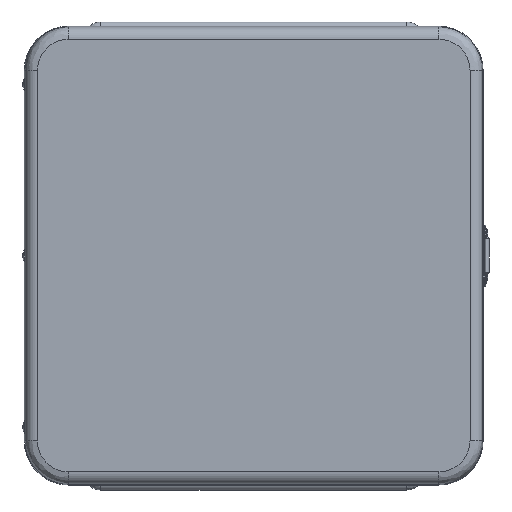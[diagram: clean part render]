
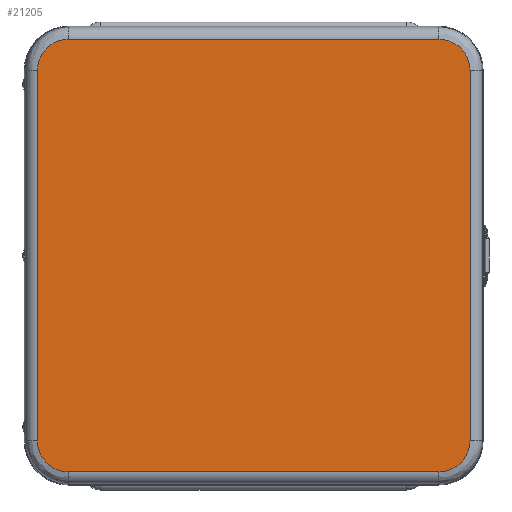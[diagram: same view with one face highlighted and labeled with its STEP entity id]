
A CAD part, top view. The second image highlights one B-rep face of the part: STEP entity #21205.
In plain terms, the highlighted planar face has unit normal (0, 0, 1).
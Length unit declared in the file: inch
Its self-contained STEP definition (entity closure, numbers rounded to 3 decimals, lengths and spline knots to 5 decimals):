
#17 = CARTESIAN_POINT ( 'NONE',  ( -1.88953, 4.41989, 0.2033 ) ) ;
#759 = CARTESIAN_POINT ( 'NONE',  ( 3.78272, -4.41989, 0.2033 ) ) ;
#1512 = VECTOR ( 'NONE', #3379, 39.37008 ) ;
#3379 = DIRECTION ( 'NONE',  ( 1., 0., 0. ) ) ;
#4155 = CARTESIAN_POINT ( 'NONE',  ( -4.15424, 4.41989, 0.2033 ) ) ;
#5299 = VERTEX_POINT ( 'NONE', #34187 ) ;
#6710 = EDGE_CURVE ( 'NONE', #27443, #23395, #40896, .T. ) ;
#7551 = DIRECTION ( 'NONE',  ( 0., -1., 0. ) ) ;
#8069 = CARTESIAN_POINT ( 'NONE',  ( -3.78028, 4.41989, 0.2033 ) ) ;
#8682 = CARTESIAN_POINT ( 'NONE',  ( -4.41867, -4.15546, 0.2033 ) ) ;
#8731 = VERTEX_POINT ( 'NONE', #13239 ) ;
#9234 = ORIENTED_EDGE ( 'NONE', *, *, #38387, .F. ) ;
#9933 = ORIENTED_EDGE ( 'NONE', *, *, #12095, .F. ) ;
#10883 = CARTESIAN_POINT ( 'NONE',  ( 4.4211, 1.89075, 0.2033 ) ) ;
#10922 = EDGE_CURVE ( 'NONE', #15886, #5299, #31635, .T. ) ;
#11765 = LINE ( 'NONE', #10883, #37982 ) ;
#11850 = CARTESIAN_POINT ( 'NONE',  ( 4.4211, 4.15546, 0.2033 ) ) ;
#12095 = EDGE_CURVE ( 'NONE', #21216, #19430, #26104, .T. ) ;
#12142 = EDGE_LOOP ( 'NONE', ( #41515, #39408, #9234, #38352, #9933, #32548, #29543, #26619 ) ) ;
#12226 = VECTOR ( 'NONE', #31007, 39.37008 ) ;
#13239 = CARTESIAN_POINT ( 'NONE',  ( -3.78028, -4.41989, 0.2033 ) ) ;
#15161 = CARTESIAN_POINT ( 'NONE',  ( -3.78028, -4.41989, 0.2033 ) ) ;
#15886 = VERTEX_POINT ( 'NONE', #27253 ) ;
#16621 = EDGE_CURVE ( 'NONE', #8731, #21216, #19996, .T. ) ;
#16904 = VECTOR ( 'NONE', #31559, 39.37008 ) ;
#17399 = LINE ( 'NONE', #31133, #16904 ) ;
#18909 = CARTESIAN_POINT ( 'NONE',  ( -4.41867, -3.7815, 0.2033 ) ) ;
#19353 = CARTESIAN_POINT ( 'NONE',  ( 4.4211, -3.7815, 0.2033 ) ) ;
#19430 = VERTEX_POINT ( 'NONE', #39816 ) ;
#19487 = CARTESIAN_POINT ( 'NONE',  ( 4.4211, -4.15546, 0.2033 ) ) ;
#19996 =( BOUNDED_CURVE ( )  B_SPLINE_CURVE ( 3, ( #15161, #35172, #8682, #22050 ),
 .UNSPECIFIED., .F., .F. ) 
 B_SPLINE_CURVE_WITH_KNOTS ( ( 4, 4 ),
 ( 0., 1. ),
 .UNSPECIFIED. ) 
 CURVE ( )  GEOMETRIC_REPRESENTATION_ITEM ( )  RATIONAL_B_SPLINE_CURVE ( ( 1., 0.805, 0.805, 1. ) ) 
 REPRESENTATION_ITEM ( '' )  );
#21205 = ADVANCED_FACE ( 'NONE', ( #28024 ), #24334, .T. ) ;
#21216 = VERTEX_POINT ( 'NONE', #18909 ) ;
#21323 = CARTESIAN_POINT ( 'NONE',  ( 4.4211, 3.7815, 0.2033 ) ) ;
#21351 = DIRECTION ( 'NONE',  ( 0., 0., 1. ) ) ;
#21471 = CARTESIAN_POINT ( 'NONE',  ( 3.78272, 4.41989, 0.2033 ) ) ;
#21889 = VERTEX_POINT ( 'NONE', #22562 ) ;
#22050 = CARTESIAN_POINT ( 'NONE',  ( -4.41867, -3.7815, 0.2033 ) ) ;
#22562 = CARTESIAN_POINT ( 'NONE',  ( -3.78028, 4.41989, 0.2033 ) ) ;
#22687 =( BOUNDED_CURVE ( )  B_SPLINE_CURVE ( 3, ( #34294, #37256, #4155, #8069 ),
 .UNSPECIFIED., .F., .T. ) 
 B_SPLINE_CURVE_WITH_KNOTS ( ( 4, 4 ),
 ( 0., 1. ),
 .UNSPECIFIED. ) 
 CURVE ( )  GEOMETRIC_REPRESENTATION_ITEM ( )  RATIONAL_B_SPLINE_CURVE ( ( 1., 0.805, 0.805, 1. ) ) 
 REPRESENTATION_ITEM ( '' )  );
#23395 = VERTEX_POINT ( 'NONE', #759 ) ;
#23998 = EDGE_CURVE ( 'NONE', #5299, #27443, #11765, .T. ) ;
#24310 = CARTESIAN_POINT ( 'NONE',  ( 4.15667, 4.41989, 0.2033 ) ) ;
#24334 = PLANE ( 'NONE',  #38033 ) ;
#24621 = DIRECTION ( 'NONE',  ( 1., 0., 0. ) ) ;
#26104 = LINE ( 'NONE', #34057, #12226 ) ;
#26619 = ORIENTED_EDGE ( 'NONE', *, *, #6710, .F. ) ;
#26800 = LINE ( 'NONE', #17, #1512 ) ;
#27253 = CARTESIAN_POINT ( 'NONE',  ( 3.78272, 4.41989, 0.2033 ) ) ;
#27443 = VERTEX_POINT ( 'NONE', #28436 ) ;
#28024 = FACE_OUTER_BOUND ( 'NONE', #12142, .T. ) ;
#28436 = CARTESIAN_POINT ( 'NONE',  ( 4.4211, -3.7815, 0.2033 ) ) ;
#29543 = ORIENTED_EDGE ( 'NONE', *, *, #34625, .F. ) ;
#31007 = DIRECTION ( 'NONE',  ( 0., 1., 0. ) ) ;
#31133 = CARTESIAN_POINT ( 'NONE',  ( 1.89197, -4.41989, 0.2033 ) ) ;
#31559 = DIRECTION ( 'NONE',  ( -1., 0., 0. ) ) ;
#31635 =( BOUNDED_CURVE ( )  B_SPLINE_CURVE ( 3, ( #21471, #24310, #11850, #21323 ),
 .UNSPECIFIED., .F., .F. ) 
 B_SPLINE_CURVE_WITH_KNOTS ( ( 4, 4 ),
 ( 0., 1. ),
 .UNSPECIFIED. ) 
 CURVE ( )  GEOMETRIC_REPRESENTATION_ITEM ( )  RATIONAL_B_SPLINE_CURVE ( ( 1., 0.805, 0.805, 1. ) ) 
 REPRESENTATION_ITEM ( '' )  );
#32548 = ORIENTED_EDGE ( 'NONE', *, *, #16621, .F. ) ;
#34057 = CARTESIAN_POINT ( 'NONE',  ( -4.41867, -1.89075, 0.2033 ) ) ;
#34187 = CARTESIAN_POINT ( 'NONE',  ( 4.4211, 3.7815, 0.2033 ) ) ;
#34294 = CARTESIAN_POINT ( 'NONE',  ( -4.41867, 3.7815, 0.2033 ) ) ;
#34625 = EDGE_CURVE ( 'NONE', #23395, #8731, #17399, .T. ) ;
#34915 = EDGE_CURVE ( 'NONE', #19430, #21889, #22687, .T. ) ;
#35172 = CARTESIAN_POINT ( 'NONE',  ( -4.15424, -4.41989, 0.2033 ) ) ;
#37256 = CARTESIAN_POINT ( 'NONE',  ( -4.41867, 4.15546, 0.2033 ) ) ;
#37982 = VECTOR ( 'NONE', #7551, 39.37008 ) ;
#38033 = AXIS2_PLACEMENT_3D ( 'NONE', #41063, #21351, #24621 ) ;
#38352 = ORIENTED_EDGE ( 'NONE', *, *, #34915, .F. ) ;
#38387 = EDGE_CURVE ( 'NONE', #21889, #15886, #26800, .T. ) ;
#38745 = CARTESIAN_POINT ( 'NONE',  ( 3.78272, -4.41989, 0.2033 ) ) ;
#39408 = ORIENTED_EDGE ( 'NONE', *, *, #10922, .F. ) ;
#39816 = CARTESIAN_POINT ( 'NONE',  ( -4.41867, 3.7815, 0.2033 ) ) ;
#40896 =( BOUNDED_CURVE ( )  B_SPLINE_CURVE ( 3, ( #19353, #19487, #42337, #38745 ),
 .UNSPECIFIED., .F., .T. ) 
 B_SPLINE_CURVE_WITH_KNOTS ( ( 4, 4 ),
 ( 0., 1. ),
 .UNSPECIFIED. ) 
 CURVE ( )  GEOMETRIC_REPRESENTATION_ITEM ( )  RATIONAL_B_SPLINE_CURVE ( ( 1., 0.805, 0.805, 1. ) ) 
 REPRESENTATION_ITEM ( '' )  );
#41063 = CARTESIAN_POINT ( 'NONE',  ( 0.00122, 0., 0.2033 ) ) ;
#41515 = ORIENTED_EDGE ( 'NONE', *, *, #23998, .F. ) ;
#42337 = CARTESIAN_POINT ( 'NONE',  ( 4.15667, -4.41989, 0.2033 ) ) ;
